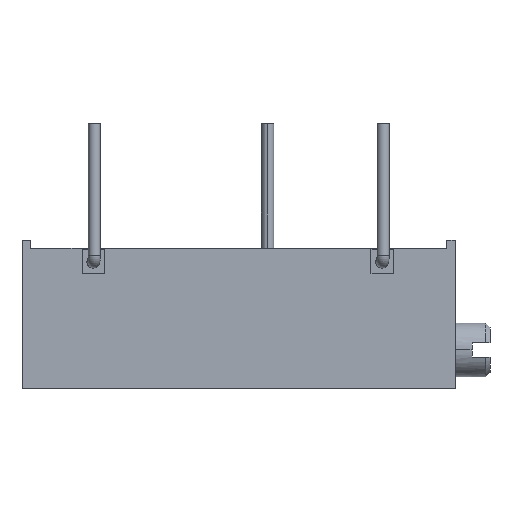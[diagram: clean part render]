
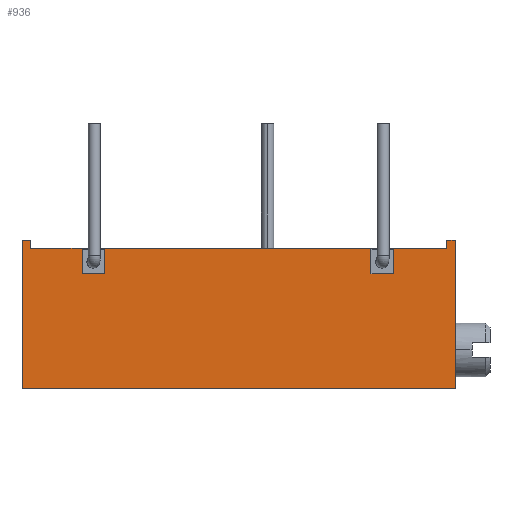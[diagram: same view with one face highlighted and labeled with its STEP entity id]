
A CAD part, top view. The second image highlights one B-rep face of the part: STEP entity #936.
In plain terms, the highlighted planar face has unit normal (0, 0, 1).
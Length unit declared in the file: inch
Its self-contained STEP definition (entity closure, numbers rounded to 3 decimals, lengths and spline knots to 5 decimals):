
#1=DIRECTION('',(0.,-1.,0.));
#2=VECTOR('',#1,0.044);
#3=CARTESIAN_POINT('',(0.603,0.243,0.0985));
#4=LINE('',#3,#2);
#5=DIRECTION('',(1.,0.,0.));
#6=VECTOR('',#5,0.092);
#7=CARTESIAN_POINT('',(0.603,0.243,0.0985));
#8=LINE('',#7,#6);
#9=DIRECTION('',(0.,-1.,0.));
#10=VECTOR('',#9,0.014);
#11=CARTESIAN_POINT('',(0.695,0.257,0.0985));
#12=LINE('',#11,#10);
#13=DIRECTION('',(-1.,0.,0.));
#14=VECTOR('',#13,0.015);
#15=CARTESIAN_POINT('',(0.71,0.257,0.0985));
#16=LINE('',#15,#14);
#17=DIRECTION('',(0.,1.,0.));
#18=VECTOR('',#17,0.257);
#19=CARTESIAN_POINT('',(0.71,0.,0.0985));
#20=LINE('',#19,#18);
#21=DIRECTION('',(1.,0.,0.));
#22=VECTOR('',#21,0.75);
#23=CARTESIAN_POINT('',(-0.04,0.,0.0985));
#24=LINE('',#23,#22);
#25=DIRECTION('',(0.,-1.,0.));
#26=VECTOR('',#25,0.257);
#27=CARTESIAN_POINT('',(-0.04,0.257,0.0985));
#28=LINE('',#27,#26);
#29=DIRECTION('',(-1.,0.,0.));
#30=VECTOR('',#29,0.015);
#31=CARTESIAN_POINT('',(-0.025,0.257,0.0985));
#32=LINE('',#31,#30);
#33=DIRECTION('',(0.,-1.,0.));
#34=VECTOR('',#33,0.014);
#35=CARTESIAN_POINT('',(-0.025,0.257,0.0985));
#36=LINE('',#35,#34);
#37=DIRECTION('',(1.,0.,0.));
#38=VECTOR('',#37,0.089);
#39=CARTESIAN_POINT('',(-0.025,0.243,0.0985));
#40=LINE('',#39,#38);
#41=DIRECTION('',(0.,1.,0.));
#42=VECTOR('',#41,0.044);
#43=CARTESIAN_POINT('',(0.064,0.199,0.0985));
#44=LINE('',#43,#42);
#45=DIRECTION('',(-1.,0.,0.));
#46=VECTOR('',#45,0.039);
#47=CARTESIAN_POINT('',(0.103,0.199,0.0985));
#48=LINE('',#47,#46);
#49=DIRECTION('',(0.,-1.,0.));
#50=VECTOR('',#49,0.044);
#51=CARTESIAN_POINT('',(0.103,0.243,0.0985));
#52=LINE('',#51,#50);
#53=DIRECTION('',(1.,0.,0.));
#54=VECTOR('',#53,0.461);
#55=CARTESIAN_POINT('',(0.103,0.243,0.0985));
#56=LINE('',#55,#54);
#57=DIRECTION('',(0.,1.,0.));
#58=VECTOR('',#57,0.044);
#59=CARTESIAN_POINT('',(0.564,0.199,0.0985));
#60=LINE('',#59,#58);
#61=DIRECTION('',(-1.,0.,0.));
#62=VECTOR('',#61,0.039);
#63=CARTESIAN_POINT('',(0.603,0.199,0.0985));
#64=LINE('',#63,#62);
#705=CARTESIAN_POINT('',(-0.04,0.,0.0985));
#706=CARTESIAN_POINT('',(0.71,0.,0.0985));
#707=VERTEX_POINT('',#705);
#708=VERTEX_POINT('',#706);
#709=CARTESIAN_POINT('',(0.71,0.257,0.0985));
#710=VERTEX_POINT('',#709);
#717=CARTESIAN_POINT('',(0.695,0.257,0.0985));
#718=VERTEX_POINT('',#717);
#719=CARTESIAN_POINT('',(-0.025,0.257,0.0985));
#720=CARTESIAN_POINT('',(-0.04,0.257,0.0985));
#721=VERTEX_POINT('',#719);
#722=VERTEX_POINT('',#720);
#729=CARTESIAN_POINT('',(-0.025,0.243,0.0985));
#730=VERTEX_POINT('',#729);
#731=CARTESIAN_POINT('',(0.695,0.243,0.0985));
#732=VERTEX_POINT('',#731);
#745=CARTESIAN_POINT('',(0.603,0.243,0.0985));
#746=CARTESIAN_POINT('',(0.603,0.199,0.0985));
#747=VERTEX_POINT('',#745);
#748=VERTEX_POINT('',#746);
#749=CARTESIAN_POINT('',(0.564,0.199,0.0985));
#750=VERTEX_POINT('',#749);
#751=CARTESIAN_POINT('',(0.564,0.243,0.0985));
#752=VERTEX_POINT('',#751);
#753=CARTESIAN_POINT('',(0.103,0.199,0.0985));
#754=CARTESIAN_POINT('',(0.064,0.199,0.0985));
#755=VERTEX_POINT('',#753);
#756=VERTEX_POINT('',#754);
#757=CARTESIAN_POINT('',(0.064,0.243,0.0985));
#758=VERTEX_POINT('',#757);
#759=CARTESIAN_POINT('',(0.103,0.243,0.0985));
#760=VERTEX_POINT('',#759);
#897=CARTESIAN_POINT('',(0.,0.,0.0985));
#898=DIRECTION('',(0.,0.,1.));
#899=DIRECTION('',(1.,0.,0.));
#900=AXIS2_PLACEMENT_3D('',#897,#898,#899);
#901=PLANE('',#900);
#903=ORIENTED_EDGE('',*,*,#902,.F.);
#905=ORIENTED_EDGE('',*,*,#904,.T.);
#907=ORIENTED_EDGE('',*,*,#906,.F.);
#909=ORIENTED_EDGE('',*,*,#908,.F.);
#911=ORIENTED_EDGE('',*,*,#910,.F.);
#913=ORIENTED_EDGE('',*,*,#912,.F.);
#915=ORIENTED_EDGE('',*,*,#914,.F.);
#917=ORIENTED_EDGE('',*,*,#916,.F.);
#919=ORIENTED_EDGE('',*,*,#918,.T.);
#921=ORIENTED_EDGE('',*,*,#920,.T.);
#923=ORIENTED_EDGE('',*,*,#922,.F.);
#925=ORIENTED_EDGE('',*,*,#924,.F.);
#927=ORIENTED_EDGE('',*,*,#926,.F.);
#929=ORIENTED_EDGE('',*,*,#928,.T.);
#931=ORIENTED_EDGE('',*,*,#930,.F.);
#933=ORIENTED_EDGE('',*,*,#932,.F.);
#934=EDGE_LOOP('',(#903,#905,#907,#909,#911,#913,#915,#917,#919,#921,#923,#925,
#927,#929,#931,#933));
#935=FACE_OUTER_BOUND('',#934,.F.);
#936=ADVANCED_FACE('',(#935),#901,.T.);
#902=EDGE_CURVE('',#747,#748,#4,.T.);
#904=EDGE_CURVE('',#747,#732,#8,.T.);
#906=EDGE_CURVE('',#718,#732,#12,.T.);
#908=EDGE_CURVE('',#710,#718,#16,.T.);
#910=EDGE_CURVE('',#708,#710,#20,.T.);
#912=EDGE_CURVE('',#707,#708,#24,.T.);
#914=EDGE_CURVE('',#722,#707,#28,.T.);
#916=EDGE_CURVE('',#721,#722,#32,.T.);
#918=EDGE_CURVE('',#721,#730,#36,.T.);
#920=EDGE_CURVE('',#730,#758,#40,.T.);
#922=EDGE_CURVE('',#756,#758,#44,.T.);
#924=EDGE_CURVE('',#755,#756,#48,.T.);
#926=EDGE_CURVE('',#760,#755,#52,.T.);
#928=EDGE_CURVE('',#760,#752,#56,.T.);
#930=EDGE_CURVE('',#750,#752,#60,.T.);
#932=EDGE_CURVE('',#748,#750,#64,.T.);
